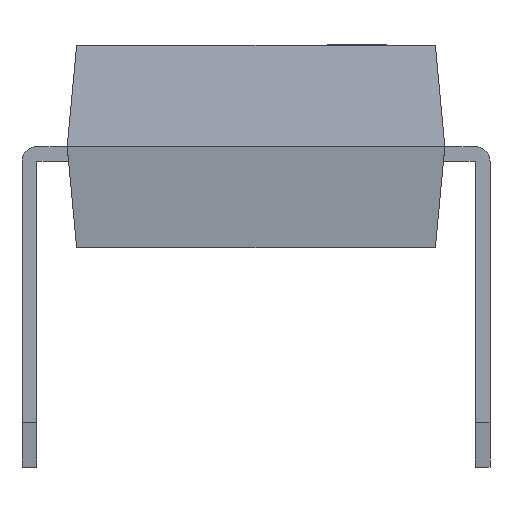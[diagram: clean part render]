
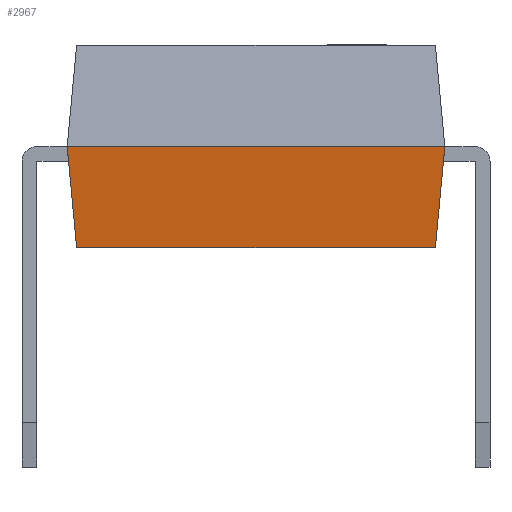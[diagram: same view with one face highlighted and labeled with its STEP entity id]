
A CAD part, front view. The second image highlights one B-rep face of the part: STEP entity #2967.
In plain terms, the highlighted free-form (B-spline) face has degree [1, 1] with [2, 2] control points.
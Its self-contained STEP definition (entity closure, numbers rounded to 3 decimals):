
#736 = VERTEX_POINT('',#737);
#737 = CARTESIAN_POINT('',(3.175,-4.795,2.21));
#758 = EDGE_CURVE('',#759,#736,#761,.T.);
#759 = VERTEX_POINT('',#760);
#760 = CARTESIAN_POINT('',(-3.175,-4.795,2.21));
#761 = LINE('',#762,#763);
#762 = CARTESIAN_POINT('',(-3.175,-4.795,2.21));
#763 = VECTOR('',#764,1.);
#764 = DIRECTION('',(1.,0.,0.));
#2714 = EDGE_CURVE('',#736,#2715,#2717,.T.);
#2715 = VERTEX_POINT('',#2716);
#2716 = CARTESIAN_POINT('',(3.016,-4.555,0.51));
#2717 = B_SPLINE_CURVE_WITH_KNOTS('',1,(#2718,#2719),.UNSPECIFIED.,.F.,
  .F.,(2,2),(0.,1.),.PIECEWISE_BEZIER_KNOTS.);
#2718 = CARTESIAN_POINT('',(3.175,-4.795,2.21));
#2719 = CARTESIAN_POINT('',(3.016,-4.555,0.51));
#2967 = ADVANCED_FACE('',(#2968),#2985,.F.);
#2968 = FACE_BOUND('',#2969,.F.);
#2969 = EDGE_LOOP('',(#2970,#2971,#2972,#2980));
#2970 = ORIENTED_EDGE('',*,*,#758,.T.);
#2971 = ORIENTED_EDGE('',*,*,#2714,.T.);
#2972 = ORIENTED_EDGE('',*,*,#2973,.F.);
#2973 = EDGE_CURVE('',#2974,#2715,#2976,.T.);
#2974 = VERTEX_POINT('',#2975);
#2975 = CARTESIAN_POINT('',(-3.016,-4.555,0.51));
#2976 = LINE('',#2977,#2978);
#2977 = CARTESIAN_POINT('',(-3.016,-4.555,0.51));
#2978 = VECTOR('',#2979,1.);
#2979 = DIRECTION('',(1.,0.,0.));
#2980 = ORIENTED_EDGE('',*,*,#2981,.F.);
#2981 = EDGE_CURVE('',#759,#2974,#2982,.T.);
#2982 = B_SPLINE_CURVE_WITH_KNOTS('',1,(#2983,#2984),.UNSPECIFIED.,.F.,
  .F.,(2,2),(0.,1.),.PIECEWISE_BEZIER_KNOTS.);
#2983 = CARTESIAN_POINT('',(-3.175,-4.795,2.21));
#2984 = CARTESIAN_POINT('',(-3.016,-4.555,0.51));
#2985 = B_SPLINE_SURFACE_WITH_KNOTS('',1,1,(
    (#2986,#2987)
    ,(#2988,#2989
    )),.UNSPECIFIED.,.F.,.F.,.F.,(2,2),(2,2),(0.,6.35),(0.,1.),
  .PIECEWISE_BEZIER_KNOTS.);
#2986 = CARTESIAN_POINT('',(-3.175,-4.795,2.21));
#2987 = CARTESIAN_POINT('',(-3.016,-4.555,0.51));
#2988 = CARTESIAN_POINT('',(3.175,-4.795,2.21));
#2989 = CARTESIAN_POINT('',(3.016,-4.555,0.51));
